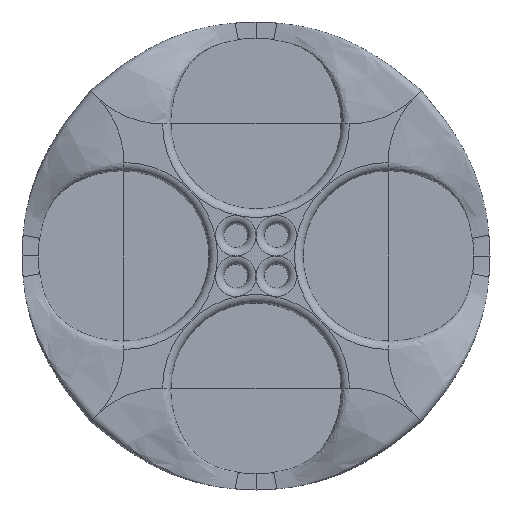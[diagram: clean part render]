
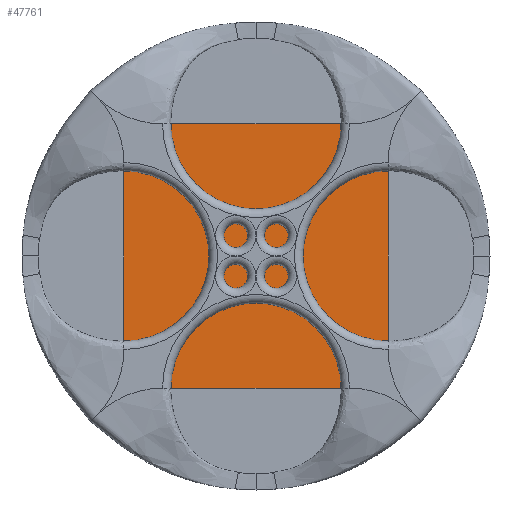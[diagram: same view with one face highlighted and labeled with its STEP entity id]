
A CAD part, front view. The second image highlights one B-rep face of the part: STEP entity #47761.
In plain terms, the highlighted planar face has unit normal (0, -1, 0).
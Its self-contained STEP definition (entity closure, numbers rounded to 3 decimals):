
#410 = CARTESIAN_POINT ( 'NONE',  ( 40398.445, 10885.799, -57132.029 ) ) ;
#2050 = VERTEX_POINT ( 'NONE', #6776 ) ;
#2199 = AXIS2_PLACEMENT_3D ( 'NONE', #82196, #18299, #46746 ) ;
#3399 = CARTESIAN_POINT ( 'NONE',  ( -57132.029, 10885.799, 40398.445 ) ) ;
#4769 = CARTESIAN_POINT ( 'NONE',  ( 57132.029, 10885.799, -40398.445 ) ) ;
#5973 = CARTESIAN_POINT ( 'NONE',  ( -57132.029, 10885.799, 57132.029 ) ) ;
#6776 = CARTESIAN_POINT ( 'NONE',  ( -40398.445, 10885.799, -57132.029 ) ) ;
#9460 = CIRCLE ( 'NONE', #49674, 16733.584 ) ;
#11134 = AXIS2_PLACEMENT_3D ( 'NONE', #19970, #48422, #76878 ) ;
#11467 = DIRECTION ( 'NONE',  ( 0.707, 0., 0.707 ) ) ;
#13960 = CARTESIAN_POINT ( 'NONE',  ( 13466.148, 10885.799, -57132.029 ) ) ;
#13967 = B_SPLINE_CURVE_WITH_KNOTS ( 'NONE', 3,
 ( #49409, #77864, #13960, #42405 ),
 .UNSPECIFIED., .F., .F.,
 ( 4, 4 ),
 ( 0., 1. ),
 .UNSPECIFIED. ) ;
#16279 = ORIENTED_EDGE ( 'NONE', *, *, #73327, .F. ) ;
#16371 = EDGE_CURVE ( 'NONE', #79938, #28013, #9460, .T. ) ;
#17011 = EDGE_CURVE ( 'NONE', #56323, #28013, #22982, .T. ) ;
#18299 = DIRECTION ( 'NONE',  ( 0., -1., 0. ) ) ;
#18461 = PLANE ( 'NONE',  #39355 ) ;
#18757 = DIRECTION ( 'NONE',  ( 1., 0., 0. ) ) ;
#19379 = CARTESIAN_POINT ( 'NONE',  ( -57132.029, 10885.799, 40398.445 ) ) ;
#19970 = CARTESIAN_POINT ( 'NONE',  ( 57132.029, 10885.799, -57132.029 ) ) ;
#20908 = EDGE_CURVE ( 'NONE', #46809, #50012, #24385, .T. ) ;
#22982 = B_SPLINE_CURVE_WITH_KNOTS ( 'NONE', 3,
 ( #4769, #33213, #61670, #90116 ),
 .UNSPECIFIED., .F., .F.,
 ( 4, 4 ),
 ( 0., 1. ),
 .UNSPECIFIED. ) ;
#23575 = ORIENTED_EDGE ( 'NONE', *, *, #72279, .T. ) ;
#24385 = CIRCLE ( 'NONE', #64580, 16733.584 ) ;
#24893 = CARTESIAN_POINT ( 'NONE',  ( -40398.445, 10885.799, 57132.029 ) ) ;
#28013 = VERTEX_POINT ( 'NONE', #41669 ) ;
#28862 = ORIENTED_EDGE ( 'NONE', *, *, #77364, .T. ) ;
#28873 = ORIENTED_EDGE ( 'NONE', *, *, #17011, .T. ) ;
#31842 = CARTESIAN_POINT ( 'NONE',  ( -57132.029, 10885.799, 13466.148 ) ) ;
#31889 = CARTESIAN_POINT ( 'NONE',  ( 40398.445, 10885.799, 57132.029 ) ) ;
#33213 = CARTESIAN_POINT ( 'NONE',  ( 57132.029, 10885.799, -13466.148 ) ) ;
#33959 = B_SPLINE_CURVE_WITH_KNOTS ( 'NONE', 3,
 ( #31889, #60348, #88792, #24893 ),
 .UNSPECIFIED., .F., .F.,
 ( 4, 4 ),
 ( 0., 1. ),
 .UNSPECIFIED. ) ;
#34418 = DIRECTION ( 'NONE',  ( 0., 1., 0. ) ) ;
#39355 = AXIS2_PLACEMENT_3D ( 'NONE', #46908, #75365, #11467 ) ;
#41669 = CARTESIAN_POINT ( 'NONE',  ( 57132.029, 10885.799, 40398.445 ) ) ;
#42405 = CARTESIAN_POINT ( 'NONE',  ( 40398.445, 10885.799, -57132.029 ) ) ;
#42425 = CIRCLE ( 'NONE', #2199, 16733.584 ) ;
#43173 = CARTESIAN_POINT ( 'NONE',  ( -40398.445, 10885.799, 57132.029 ) ) ;
#46746 = DIRECTION ( 'NONE',  ( -1., 0., 0. ) ) ;
#46809 = VERTEX_POINT ( 'NONE', #43173 ) ;
#46908 = CARTESIAN_POINT ( 'NONE',  ( 40398.445, 10885.799, -57132.029 ) ) ;
#47761 = ADVANCED_FACE ( 'NONE', ( #82357 ), #18461, .T. ) ;
#48422 = DIRECTION ( 'NONE',  ( 0., 1., 0. ) ) ;
#48565 = ORIENTED_EDGE ( 'NONE', *, *, #85975, .T. ) ;
#49409 = CARTESIAN_POINT ( 'NONE',  ( -40398.445, 10885.799, -57132.029 ) ) ;
#49674 = AXIS2_PLACEMENT_3D ( 'NONE', #54208, #82653, #18757 ) ;
#49968 = CARTESIAN_POINT ( 'NONE',  ( 57132.029, 10885.799, -40398.445 ) ) ;
#50012 = VERTEX_POINT ( 'NONE', #19379 ) ;
#51325 = CIRCLE ( 'NONE', #11134, 16733.584 ) ;
#54208 = CARTESIAN_POINT ( 'NONE',  ( 57132.029, 10885.799, 57132.029 ) ) ;
#56323 = VERTEX_POINT ( 'NONE', #49968 ) ;
#60300 = CARTESIAN_POINT ( 'NONE',  ( -57132.029, 10885.799, -13466.148 ) ) ;
#60348 = CARTESIAN_POINT ( 'NONE',  ( 13466.148, 10885.799, 57132.029 ) ) ;
#60435 = ORIENTED_EDGE ( 'NONE', *, *, #16371, .F. ) ;
#61670 = CARTESIAN_POINT ( 'NONE',  ( 57132.029, 10885.799, 13466.148 ) ) ;
#62239 = CARTESIAN_POINT ( 'NONE',  ( -57132.029, 10885.799, -40398.445 ) ) ;
#62876 = DIRECTION ( 'NONE',  ( -1., 0., 0. ) ) ;
#64580 = AXIS2_PLACEMENT_3D ( 'NONE', #5973, #34418, #62876 ) ;
#68300 = EDGE_CURVE ( 'NONE', #80175, #56323, #51325, .T. ) ;
#70777 = ORIENTED_EDGE ( 'NONE', *, *, #20908, .T. ) ;
#71312 = CARTESIAN_POINT ( 'NONE',  ( 40398.445, 10885.799, 57132.029 ) ) ;
#72279 = EDGE_CURVE ( 'NONE', #50012, #92218, #85299, .T. ) ;
#73179 = EDGE_LOOP ( 'NONE', ( #89011, #28873, #60435, #48565, #70777, #23575, #16279, #28862 ) ) ;
#73327 = EDGE_CURVE ( 'NONE', #2050, #92218, #42425, .T. ) ;
#75365 = DIRECTION ( 'NONE',  ( 0., -1., 0. ) ) ;
#76878 = DIRECTION ( 'NONE',  ( 1., 0., 0. ) ) ;
#77364 = EDGE_CURVE ( 'NONE', #2050, #80175, #13967, .T. ) ;
#77864 = CARTESIAN_POINT ( 'NONE',  ( -13466.148, 10885.799, -57132.029 ) ) ;
#79938 = VERTEX_POINT ( 'NONE', #71312 ) ;
#80175 = VERTEX_POINT ( 'NONE', #410 ) ;
#82196 = CARTESIAN_POINT ( 'NONE',  ( -57132.029, 10885.799, -57132.029 ) ) ;
#82357 = FACE_OUTER_BOUND ( 'NONE', #73179, .T. ) ;
#82653 = DIRECTION ( 'NONE',  ( 0., -1., 0. ) ) ;
#85299 = B_SPLINE_CURVE_WITH_KNOTS ( 'NONE', 3,
 ( #3399, #31842, #60300, #88746 ),
 .UNSPECIFIED., .F., .F.,
 ( 4, 4 ),
 ( 0., 1. ),
 .UNSPECIFIED. ) ;
#85975 = EDGE_CURVE ( 'NONE', #79938, #46809, #33959, .T. ) ;
#88746 = CARTESIAN_POINT ( 'NONE',  ( -57132.029, 10885.799, -40398.445 ) ) ;
#88792 = CARTESIAN_POINT ( 'NONE',  ( -13466.148, 10885.799, 57132.029 ) ) ;
#89011 = ORIENTED_EDGE ( 'NONE', *, *, #68300, .T. ) ;
#90116 = CARTESIAN_POINT ( 'NONE',  ( 57132.029, 10885.799, 40398.445 ) ) ;
#92218 = VERTEX_POINT ( 'NONE', #62239 ) ;
